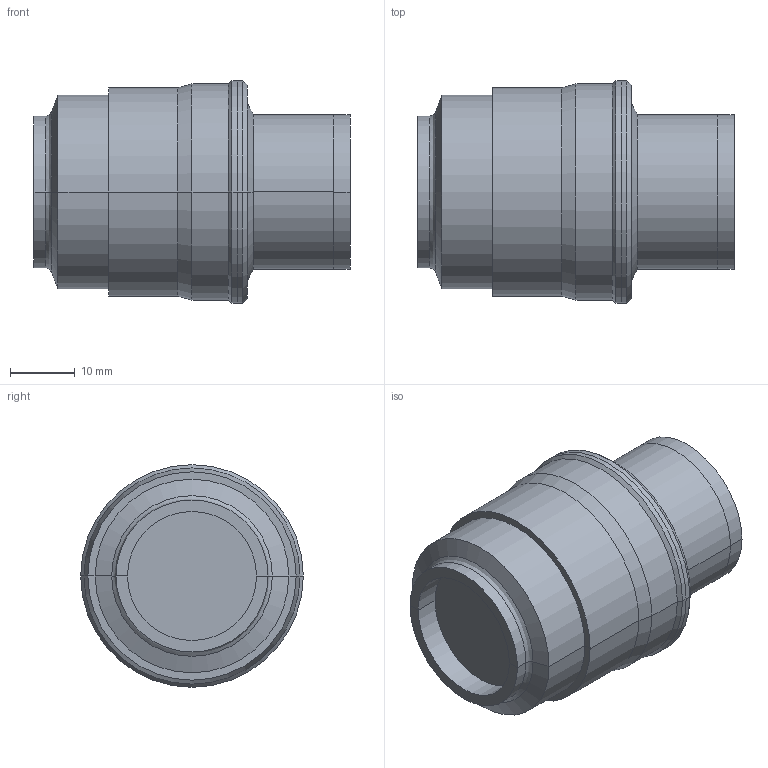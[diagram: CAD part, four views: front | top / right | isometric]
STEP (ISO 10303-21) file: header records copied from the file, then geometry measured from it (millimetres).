
FILE_DESCRIPTION(/* description */ (''),/* implementation_level */ '2;1');
FILE_NAME(/* name */ 'Plumbing_Joints_Aignep_Straight-Female-Adaptor-90030-3DView-Preview',/* time_stamp */ '2025-08-20T22:15:49+03:00',/* author */ (''),/* organization */ (''),/* preprocessor_version */ 'ST-DEVELOPER v20',/* originating_system */ '',/* authorisation */ '');
FILE_SCHEMA (('AP242_MANAGED_MODEL_BASED_3D_ENGINEERING_MIM_LF { 1 0 10303 442 1 1 4 }'));
Length unit declared in the file: millimetre
Products named in the file (8): TopLevelAssembly; Joined Solid Geometry; Joined Solid Geometry_1; Model Lines; Model Lines_1; Model Lines_2; Extrusion; Extrusion_1
Assembly tree (7 placements, depth 2):
  TopLevelAssembly
    Joined Solid Geometry
    Joined Solid Geometry_1
    Model Lines
    Model Lines_1
    Model Lines_2
    Extrusion
    Extrusion_1
Bounding box: 49 x 34.5 x 34.5 mm (x, y, z)
Volume: 25176.4 mm3; surface area: 12565.3 mm2
Topology: 6 solids, 6 shells, 56 faces, 103 edges, 58 vertices
Faces by surface type: plane 22, cylinder 22, bspline 12
Entity records: 1651 total; most frequent: CARTESIAN_POINT 350, DIRECTION 275, ORIENTED_EDGE 200, AXIS2_PLACEMENT_3D 113, EDGE_CURVE 100, FACE_OUTER_BOUND 56, EDGE_LOOP 56, STYLED_ITEM 56
